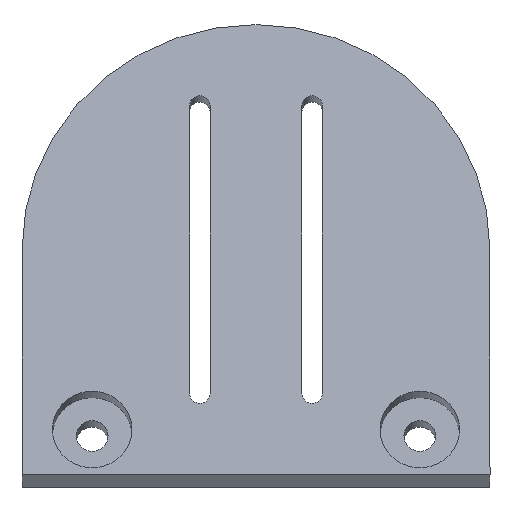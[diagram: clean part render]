
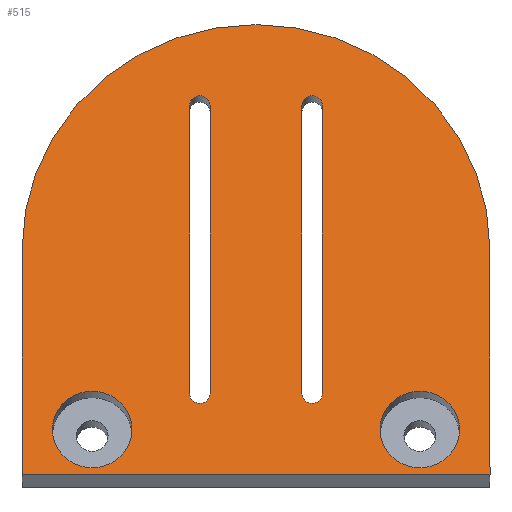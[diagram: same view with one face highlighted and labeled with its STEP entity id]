
A CAD part, front view. The second image highlights one B-rep face of the part: STEP entity #515.
In plain terms, the highlighted planar face has unit normal (0, -0.961, 0.276).
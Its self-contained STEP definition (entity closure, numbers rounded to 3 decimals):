
#17=FACE_BOUND('',#81,.T.);
#18=FACE_BOUND('',#82,.T.);
#19=FACE_BOUND('',#83,.T.);
#20=FACE_BOUND('',#84,.T.);
#29=PLANE('',#565);
#48=FACE_OUTER_BOUND('',#80,.T.);
#80=EDGE_LOOP('',(#366,#367,#368,#369));
#81=EDGE_LOOP('',(#370));
#82=EDGE_LOOP('',(#371));
#83=EDGE_LOOP('',(#372,#373,#374,#375));
#84=EDGE_LOOP('',(#376,#377,#378,#379));
#118=LINE('',#795,#164);
#119=LINE('',#797,#165);
#120=LINE('',#798,#166);
#121=LINE('',#801,#167);
#122=LINE('',#805,#168);
#123=LINE('',#809,#169);
#124=LINE('',#813,#170);
#164=VECTOR('',#639,10.);
#165=VECTOR('',#640,10.);
#166=VECTOR('',#641,10.);
#167=VECTOR('',#642,10.);
#168=VECTOR('',#645,10.);
#169=VECTOR('',#648,10.);
#170=VECTOR('',#651,10.);
#208=CIRCLE('',#556,4.25);
#211=CIRCLE('',#561,4.25);
#214=CIRCLE('',#566,25.);
#215=CIRCLE('',#567,1.1);
#216=CIRCLE('',#568,1.1);
#217=CIRCLE('',#569,1.1);
#218=CIRCLE('',#570,1.1);
#234=VERTEX_POINT('',#773);
#237=VERTEX_POINT('',#782);
#240=VERTEX_POINT('',#791);
#241=VERTEX_POINT('',#792);
#242=VERTEX_POINT('',#794);
#243=VERTEX_POINT('',#796);
#244=VERTEX_POINT('',#799);
#245=VERTEX_POINT('',#800);
#246=VERTEX_POINT('',#802);
#247=VERTEX_POINT('',#804);
#248=VERTEX_POINT('',#807);
#249=VERTEX_POINT('',#808);
#250=VERTEX_POINT('',#810);
#251=VERTEX_POINT('',#812);
#282=EDGE_CURVE('',#234,#234,#208,.T.);
#286=EDGE_CURVE('',#237,#237,#211,.T.);
#290=EDGE_CURVE('',#240,#241,#214,.T.);
#291=EDGE_CURVE('',#242,#240,#118,.T.);
#292=EDGE_CURVE('',#243,#242,#119,.T.);
#293=EDGE_CURVE('',#241,#243,#120,.T.);
#294=EDGE_CURVE('',#244,#245,#121,.T.);
#295=EDGE_CURVE('',#245,#246,#215,.T.);
#296=EDGE_CURVE('',#246,#247,#122,.T.);
#297=EDGE_CURVE('',#247,#244,#216,.T.);
#298=EDGE_CURVE('',#248,#249,#123,.T.);
#299=EDGE_CURVE('',#248,#250,#217,.T.);
#300=EDGE_CURVE('',#251,#250,#124,.T.);
#301=EDGE_CURVE('',#251,#249,#218,.T.);
#366=ORIENTED_EDGE('',*,*,#290,.F.);
#367=ORIENTED_EDGE('',*,*,#291,.F.);
#368=ORIENTED_EDGE('',*,*,#292,.F.);
#369=ORIENTED_EDGE('',*,*,#293,.F.);
#370=ORIENTED_EDGE('',*,*,#282,.T.);
#371=ORIENTED_EDGE('',*,*,#286,.T.);
#372=ORIENTED_EDGE('',*,*,#294,.T.);
#373=ORIENTED_EDGE('',*,*,#295,.T.);
#374=ORIENTED_EDGE('',*,*,#296,.T.);
#375=ORIENTED_EDGE('',*,*,#297,.T.);
#376=ORIENTED_EDGE('',*,*,#298,.F.);
#377=ORIENTED_EDGE('',*,*,#299,.T.);
#378=ORIENTED_EDGE('',*,*,#300,.F.);
#379=ORIENTED_EDGE('',*,*,#301,.T.);
#515=ADVANCED_FACE('',(#48,#17,#18,#19,#20),#29,.F.);
#556=AXIS2_PLACEMENT_3D('',#774,#615,#616);
#561=AXIS2_PLACEMENT_3D('',#783,#626,#627);
#565=AXIS2_PLACEMENT_3D('',#790,#635,#636);
#566=AXIS2_PLACEMENT_3D('',#793,#637,#638);
#567=AXIS2_PLACEMENT_3D('',#803,#643,#644);
#568=AXIS2_PLACEMENT_3D('',#806,#646,#647);
#569=AXIS2_PLACEMENT_3D('',#811,#649,#650);
#570=AXIS2_PLACEMENT_3D('',#814,#652,#653);
#615=DIRECTION('center_axis',(0.,0.961,-0.276));
#616=DIRECTION('ref_axis',(1.,0.,0.));
#626=DIRECTION('center_axis',(0.,0.961,-0.276));
#627=DIRECTION('ref_axis',(1.,0.,0.));
#635=DIRECTION('center_axis',(0.,0.961,-0.276));
#636=DIRECTION('ref_axis',(-1.,0.,0.));
#637=DIRECTION('center_axis',(0.,0.961,-0.276));
#638=DIRECTION('ref_axis',(0.707,0.195,0.68));
#639=DIRECTION('',(0.,0.276,0.961));
#640=DIRECTION('',(-1.,0.,0.));
#641=DIRECTION('',(0.,-0.276,-0.961));
#642=DIRECTION('',(0.,0.276,0.961));
#643=DIRECTION('center_axis',(0.,0.961,-0.276));
#644=DIRECTION('ref_axis',(-1.,0.,0.));
#645=DIRECTION('',(0.,-0.276,-0.961));
#646=DIRECTION('center_axis',(0.,0.961,-0.276));
#647=DIRECTION('ref_axis',(1.,0.,0.));
#648=DIRECTION('',(0.,0.276,0.961));
#649=DIRECTION('center_axis',(0.,0.961,-0.276));
#650=DIRECTION('ref_axis',(1.,0.,0.));
#651=DIRECTION('',(0.,-0.276,-0.961));
#652=DIRECTION('center_axis',(0.,0.961,-0.276));
#653=DIRECTION('ref_axis',(-1.,0.,0.));
#773=CARTESIAN_POINT('',(1.093,-176.694,358.927));
#774=CARTESIAN_POINT('Origin',(5.343,-176.694,358.927));
#782=CARTESIAN_POINT('',(-33.907,-176.694,358.927));
#783=CARTESIAN_POINT('Origin',(-29.657,-176.694,358.927));
#790=CARTESIAN_POINT('Origin',(-12.157,-171.181,378.152));
#791=CARTESIAN_POINT('',(-37.157,-171.181,378.152));
#792=CARTESIAN_POINT('',(12.843,-171.181,378.152));
#793=CARTESIAN_POINT('Origin',(-12.157,-171.181,378.152));
#794=CARTESIAN_POINT('',(-37.157,-178.072,354.12));
#795=CARTESIAN_POINT('',(-37.157,-178.072,354.12));
#796=CARTESIAN_POINT('',(12.843,-178.072,354.12));
#797=CARTESIAN_POINT('',(12.843,-178.072,354.12));
#798=CARTESIAN_POINT('',(12.843,-164.29,402.183));
#799=CARTESIAN_POINT('',(-7.257,-175.591,362.772));
#800=CARTESIAN_POINT('',(-7.257,-166.771,393.532));
#801=CARTESIAN_POINT('',(-7.257,-175.591,362.772));
#802=CARTESIAN_POINT('',(-5.057,-166.771,393.532));
#803=CARTESIAN_POINT('Origin',(-6.157,-166.771,393.532));
#804=CARTESIAN_POINT('',(-5.057,-175.591,362.772));
#805=CARTESIAN_POINT('',(-5.057,-166.771,393.532));
#806=CARTESIAN_POINT('Origin',(-6.157,-175.591,362.772));
#807=CARTESIAN_POINT('',(-17.057,-175.591,362.772));
#808=CARTESIAN_POINT('',(-17.057,-166.771,393.532));
#809=CARTESIAN_POINT('',(-17.057,-175.591,362.772));
#810=CARTESIAN_POINT('',(-19.257,-175.591,362.772));
#811=CARTESIAN_POINT('Origin',(-18.157,-175.591,362.772));
#812=CARTESIAN_POINT('',(-19.257,-166.771,393.532));
#813=CARTESIAN_POINT('',(-19.257,-166.771,393.532));
#814=CARTESIAN_POINT('Origin',(-18.157,-166.771,393.532));
